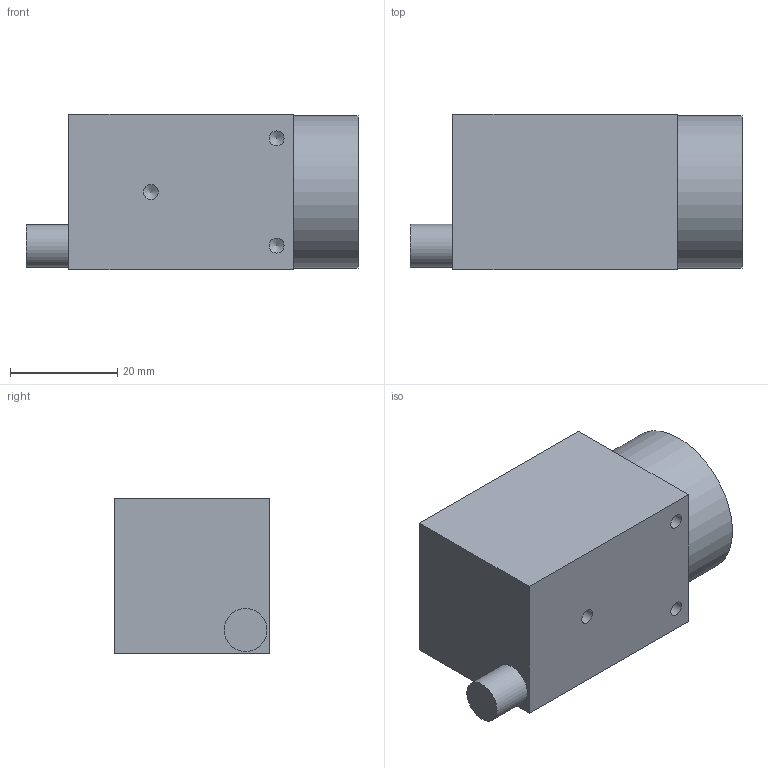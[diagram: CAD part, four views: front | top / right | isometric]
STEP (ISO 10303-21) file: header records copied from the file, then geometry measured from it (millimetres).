
FILE_DESCRIPTION(/* description */ (''),/* implementation_level */ '2;1');
FILE_NAME(/* name */ '00_Basler_acA1920_25gm.ipt.step',/* time_stamp */ '2022-11-29T07:36:32+01:00',/* author */ ('diederichbenedict'),/* organization */ (''),/* preprocessor_version */ 'ST-DEVELOPER v18.1',/* originating_system */ 'Autodesk Inventor 2022',/* authorisation */ '');
FILE_SCHEMA (('AUTOMOTIVE_DESIGN { 1 0 10303 214 3 1 1 }'));
Length unit declared in the file: millimetre
Products named in the file (1): 00_Basler_acA1920_25gm
Bounding box: 62 x 29 x 29 mm (x, y, z)
Volume: 36983 mm3; surface area: 9105.8 mm2
Topology: 1 solids, 1 shells, 18 faces, 36 edges, 23 vertices
Faces by surface type: plane 9, cylinder 6, cone 3
Full cylindrical faces by diameter (mm): 2.8 x3, 8 x1, 25.474 x1, 28.4 x1
Entity records: 494 total; most frequent: DIRECTION 83, CARTESIAN_POINT 75, ORIENTED_EDGE 66, EDGE_CURVE 33, AXIS2_PLACEMENT_3D 31, EDGE_LOOP 24, VERTEX_POINT 23, LINE 21
